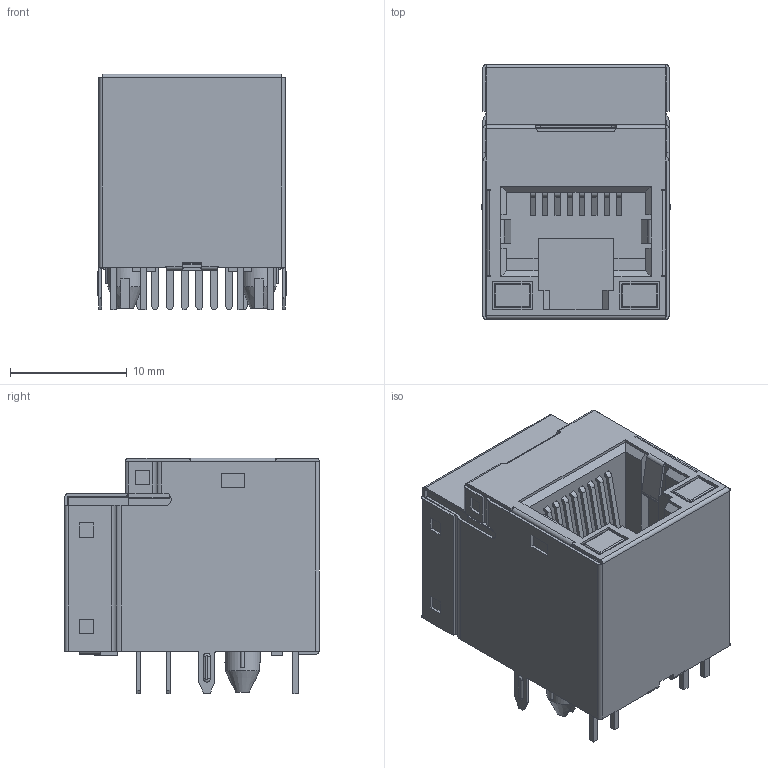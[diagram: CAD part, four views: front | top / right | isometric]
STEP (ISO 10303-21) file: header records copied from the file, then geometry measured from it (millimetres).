
FILE_DESCRIPTION(/* description */ ('Unknown'),/* implementation_level */ '2;1');
FILE_NAME(/* name */ 'T_Wurth_WE-RJ45LAN_7499010126A',/* time_stamp */ '2025-08-21T11:30:36+08:00',/* author */ ('Unknown'),/* organization */ ('Unknown'),/* preprocessor_version */ 'ST-DEVELOPER v19.4',/* originating_system */ 'Solid Edge',/* authorisation */ 'Unknown');
FILE_SCHEMA (('AUTOMOTIVE_DESIGN {1 0 10303 214 3 1 1}'));
Length unit declared in the file: millimetre
Products named in the file (2): T_Wurth_WE-RJ45LAN_7499010126A
Assembly tree (1 placements, depth 2):
  T_Wurth_WE-RJ45LAN_7499010126A
    T_Wurth_WE-RJ45LAN_7499010126A
Bounding box: 16.2 x 21.84 x 20.2 mm (x, y, z)
Volume: 4324.9 mm3; surface area: 6044.4 mm2
Topology: 4 solids, 4 shells, 728 faces, 1934 edges, 1231 vertices
Faces by surface type: plane 506, cylinder 170, sphere 22, bspline 16, torus 10, cone 4
Full cylindrical faces by diameter (mm): 3.05 x2
Entity records: 27739 total; most frequent: CARTESIAN_POINT 4887, ORIENTED_EDGE 3814, DIRECTION 3553, EDGE_CURVE 1907, LINE 1413, VECTOR 1413, VERTEX_POINT 1229, AXIS2_PLACEMENT_3D 1070
